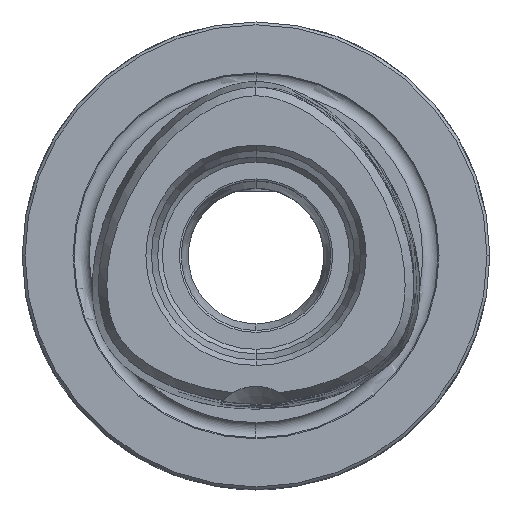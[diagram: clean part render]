
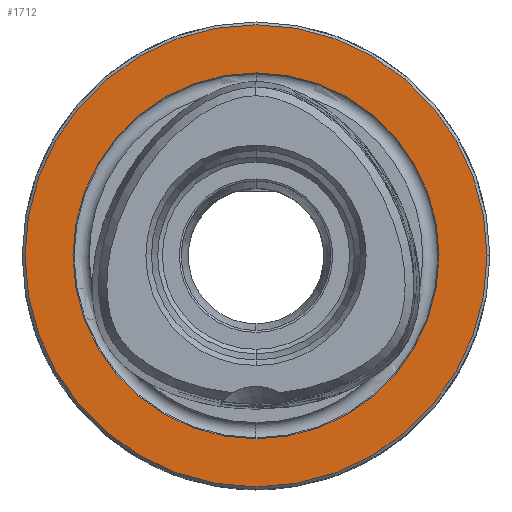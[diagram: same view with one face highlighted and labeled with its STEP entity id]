
A CAD part, top view. The second image highlights one B-rep face of the part: STEP entity #1712.
In plain terms, the highlighted planar face has unit normal (0, 0, 1).
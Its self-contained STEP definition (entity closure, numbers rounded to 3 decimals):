
#896=VERTEX_POINT('NONE',#2534);
#1056=EDGE_CURVE('NONE',#1768,#896,#2711,.F.);
#1108=EDGE_CURVE('NONE',#1298,#1772,#2768,.T.);
#1258=EDGE_CURVE('NONE',#896,#1768,#2932,.F.);
#1298=VERTEX_POINT('NONE',#2979);
#1712=ADVANCED_FACE('NONE',(#3440,#3441),#3442,.T.);
#1768=VERTEX_POINT('NONE',#3506);
#1772=VERTEX_POINT('NONE',#3510);
#2156=EDGE_CURVE('NONE',#1772,#1298,#3934,.F.);
#2534=CARTESIAN_POINT('',(-24.7,0.,0.));
#2711=CIRCLE('',#6540,24.7);
#2768=CIRCLE('',#6674,19.564);
#2932=CIRCLE('',#7844,24.7);
#2979=CARTESIAN_POINT('',(0.,19.564,0.));
#3440=FACE_OUTER_BOUND('',#10584,.T.);
#3441=FACE_BOUND('',#10585,.T.);
#3442=PLANE('',#10586);
#3506=CARTESIAN_POINT('',(24.7,0.,0.));
#3510=CARTESIAN_POINT('',(0.,-19.564,0.));
#3934=CIRCLE('',#11900,19.564);
#6540=AXIS2_PLACEMENT_3D('',#14630,#14631,#14632);
#6674=AXIS2_PLACEMENT_3D('',#14699,#14700,#14701);
#7844=AXIS2_PLACEMENT_3D('',#14874,#14875,#14876);
#10584=EDGE_LOOP('',(#15441,#15442));
#10585=EDGE_LOOP('',(#15443,#15444));
#10586=AXIS2_PLACEMENT_3D('',#15445,#15446,#15447);
#11900=AXIS2_PLACEMENT_3D('',#15987,#15988,#15989);
#14630=CARTESIAN_POINT('',(0.,0.,0.0));
#14631=DIRECTION('',(0.,0.,-1.0));
#14632=DIRECTION('',(-1.0,0.,0.));
#14699=CARTESIAN_POINT('',(0.,0.,0.0));
#14700=DIRECTION('',(0.,0.,1.0));
#14701=DIRECTION('',(0.,1.0,0.0));
#14874=CARTESIAN_POINT('',(0.,0.,0.0));
#14875=DIRECTION('',(0.,0.,-1.0));
#14876=DIRECTION('',(-1.0,0.,0.));
#15441=ORIENTED_EDGE('',*,*,#1258,.T.);
#15442=ORIENTED_EDGE('',*,*,#1056,.T.);
#15443=ORIENTED_EDGE('',*,*,#1108,.F.);
#15444=ORIENTED_EDGE('',*,*,#2156,.F.);
#15445=CARTESIAN_POINT('',(0.0,0.0,0.0));
#15446=DIRECTION('',(0.,0.,1.0));
#15447=DIRECTION('',(-1.0,0.0,0.));
#15987=CARTESIAN_POINT('',(0.,0.,0.0));
#15988=DIRECTION('',(0.,0.,-1.0));
#15989=DIRECTION('',(0.,1.0,0.0));
